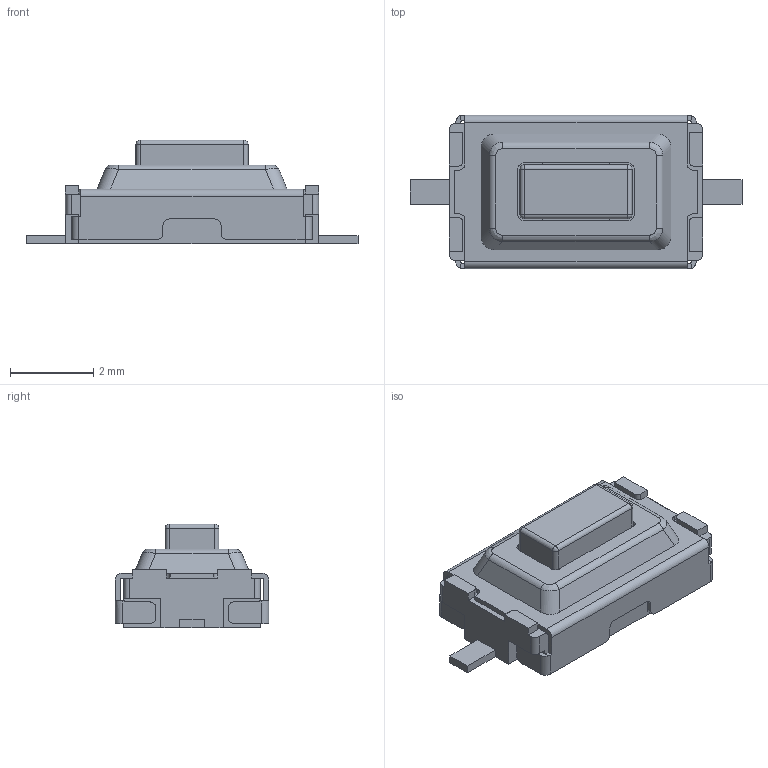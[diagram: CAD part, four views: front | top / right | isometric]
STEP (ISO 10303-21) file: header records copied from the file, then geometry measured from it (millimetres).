
FILE_DESCRIPTION(/* description */ ('STEP AP214'),/* implementation_level */ '2;1');
FILE_NAME(/* name */ 'PTS636SM25FSMTRLFS',/* time_stamp */ '2022-08-16T02:19:34+02:00',/* author */ ('License CC BY-ND 4.0'),/* organization */ ('CADENAS'),/* preprocessor_version */ 'ST-DEVELOPER v18.102',/* originating_system */ 'PARTsolutions',/* authorisation */ ' ');
FILE_SCHEMA (('AUTOMOTIVE_DESIGN {1 0 10303 214 3 1 1}'));
Length unit declared in the file: millimetre
Products named in the file (8): PTS636SM25FSMTRLFS; PTS636SM25FSMTRLFS_PART7; PTS636SM25FSMTRLFS_PART6; PTS636SM25FSMTRLFS_PART5; PTS636SM25FSMTRLFS_PART4; PTS636SM25FSMTRLFS_PART3; PTS636SM25FSMTRLFS_PART2; PTS636SM25FSMTRLFS_PART1
Assembly tree (7 placements, depth 2):
  PTS636SM25FSMTRLFS
    PTS636SM25FSMTRLFS_PART7
    PTS636SM25FSMTRLFS_PART6
    PTS636SM25FSMTRLFS_PART5
    PTS636SM25FSMTRLFS_PART4
    PTS636SM25FSMTRLFS_PART3
    PTS636SM25FSMTRLFS_PART2
    PTS636SM25FSMTRLFS_PART1
Bounding box: 8 x 3.7 x 2.5 mm (x, y, z)
Volume: 27.2 mm3; surface area: 262.3 mm2
Topology: 7 solids, 7 shells, 572 faces, 1608 edges, 1056 vertices
Faces by surface type: plane 343, cylinder 189, bspline 32, sphere 4, torus 4
Entity records: 19780 total; most frequent: CARTESIAN_POINT 4860, ORIENTED_EDGE 3208, DIRECTION 2968, EDGE_CURVE 1604, VERTEX_POINT 1056, LINE 1052, VECTOR 1052, AXIS2_PLACEMENT_3D 958
